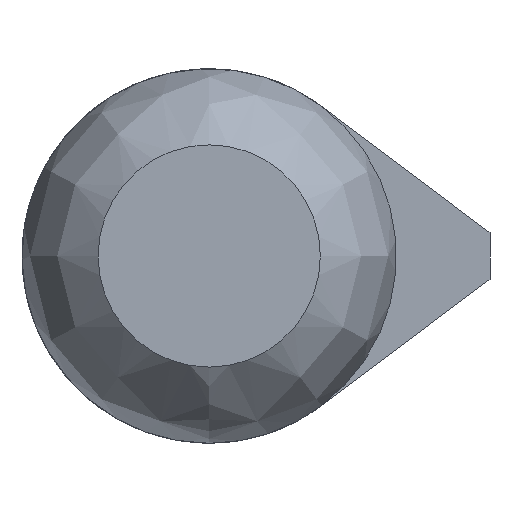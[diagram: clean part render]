
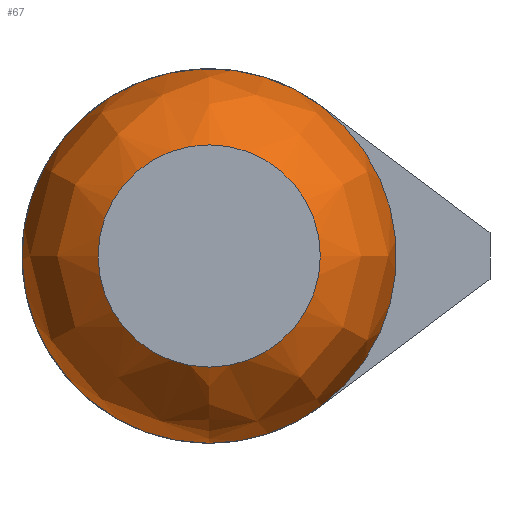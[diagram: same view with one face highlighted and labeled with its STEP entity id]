
A CAD part, front view. The second image highlights one B-rep face of the part: STEP entity #67.
In plain terms, the highlighted free-form (B-spline) face has degree [3, 3] with [4, 7] control points.
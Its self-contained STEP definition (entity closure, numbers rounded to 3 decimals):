
#67 = ADVANCED_FACE( '', ( #142, #143 ), #144, .T. );
#142 = FACE_OUTER_BOUND( '', #256, .T. );
#143 = FACE_OUTER_BOUND( '', #257, .T. );
#144 = ( BOUNDED_SURFACE(  )B_SPLINE_SURFACE( 3, 3, ( ( #260, #261, #262, #263, #264, #265, #266 ), ( #267, #268, #269, #270, #271, #272, #273 ), ( #274, #275, #276, #277, #278, #279, #280 ), ( #281, #282, #283, #284, #285, #286, #287 ) ), .UNSPECIFIED., .F., .T., .F. )B_SPLINE_SURFACE_WITH_KNOTS( ( 4, 4 ), ( 4, 3, 4 ), ( 0., 6.283 ), ( -0.028, 0.534, 1.095 ), .UNSPECIFIED. )GEOMETRIC_REPRESENTATION_ITEM(  )RATIONAL_B_SPLINE_SURFACE( ( ( 1., 0.333, 0.333, 1., 0.333, 0.333, 1. ), ( 0.898, 0.299, 0.299, 0.898, 0.299, 0.299, 0.898 ), ( 0.898, 0.299, 0.299, 0.898, 0.299, 0.299, 0.898 ), ( 1., 0.333, 0.333, 1., 0.333, 0.333, 1. ) ) )REPRESENTATION_ITEM( '' )SURFACE(  ) );
#256 = EDGE_LOOP( '', ( #404, #405 ) );
#257 = EDGE_LOOP( '', ( #406 ) );
#260 = CARTESIAN_POINT( '', ( 0., -49., -4.75 ) );
#261 = CARTESIAN_POINT( '', ( 9.5, -49., -4.75 ) );
#262 = CARTESIAN_POINT( '', ( 9.5, -49., 4.75 ) );
#263 = CARTESIAN_POINT( '', ( 0., -49., 4.75 ) );
#264 = CARTESIAN_POINT( '', ( -9.5, -49., 4.75 ) );
#265 = CARTESIAN_POINT( '', ( -9.5, -49., -4.75 ) );
#266 = CARTESIAN_POINT( '', ( 0., -49., -4.75 ) );
#267 = CARTESIAN_POINT( '', ( 0., -47.914, -6.859 ) );
#268 = CARTESIAN_POINT( '', ( 13.718, -47.914, -6.859 ) );
#269 = CARTESIAN_POINT( '', ( 13.718, -47.914, 6.859 ) );
#270 = CARTESIAN_POINT( '', ( 0., -47.914, 6.859 ) );
#271 = CARTESIAN_POINT( '', ( -13.718, -47.914, 6.859 ) );
#272 = CARTESIAN_POINT( '', ( -13.718, -47.914, -6.859 ) );
#273 = CARTESIAN_POINT( '', ( 0., -47.914, -6.859 ) );
#274 = CARTESIAN_POINT( '', ( 0., -45.871, -8.066 ) );
#275 = CARTESIAN_POINT( '', ( 16.131, -45.871, -8.066 ) );
#276 = CARTESIAN_POINT( '', ( 16.131, -45.871, 8.066 ) );
#277 = CARTESIAN_POINT( '', ( 0., -45.871, 8.066 ) );
#278 = CARTESIAN_POINT( '', ( -16.131, -45.871, 8.066 ) );
#279 = CARTESIAN_POINT( '', ( -16.131, -45.871, -8.066 ) );
#280 = CARTESIAN_POINT( '', ( 0., -45.871, -8.066 ) );
#281 = CARTESIAN_POINT( '', ( 0., -43.5, -8. ) );
#282 = CARTESIAN_POINT( '', ( 16., -43.5, -8. ) );
#283 = CARTESIAN_POINT( '', ( 16., -43.5, 8. ) );
#284 = CARTESIAN_POINT( '', ( 0., -43.5, 8. ) );
#285 = CARTESIAN_POINT( '', ( -16., -43.5, 8. ) );
#286 = CARTESIAN_POINT( '', ( -16., -43.5, -8. ) );
#287 = CARTESIAN_POINT( '', ( 0., -43.5, -8. ) );
#404 = ORIENTED_EDGE( '', *, *, #475, .F. );
#405 = ORIENTED_EDGE( '', *, *, #494, .F. );
#406 = ORIENTED_EDGE( '', *, *, #509, .F. );
#475 = EDGE_CURVE( '', #531, #534, #535, .T. );
#494 = EDGE_CURVE( '', #534, #531, #562, .T. );
#509 = EDGE_CURVE( '', #583, #583, #584, .T. );
#531 = VERTEX_POINT( '', #609 );
#534 = VERTEX_POINT( '', #613 );
#535 = CIRCLE( '', #614, 8. );
#562 = CIRCLE( '', #651, 8. );
#583 = VERTEX_POINT( '', #678 );
#584 = CIRCLE( '', #679, 4.75 );
#609 = CARTESIAN_POINT( '', ( 4.8, -43.5, 6.4 ) );
#613 = CARTESIAN_POINT( '', ( 4.8, -43.5, -6.4 ) );
#614 = AXIS2_PLACEMENT_3D( '', #708, #709, #710 );
#651 = AXIS2_PLACEMENT_3D( '', #727, #728, #729 );
#678 = CARTESIAN_POINT( '', ( 0., -49., -4.75 ) );
#679 = AXIS2_PLACEMENT_3D( '', #745, #746, #747 );
#708 = CARTESIAN_POINT( '', ( 0., -43.5, 0. ) );
#709 = DIRECTION( '', ( 0., 1., 0. ) );
#710 = DIRECTION( '', ( 0., 0., 1. ) );
#727 = CARTESIAN_POINT( '', ( 0., -43.5, 0. ) );
#728 = DIRECTION( '', ( 0., 1., 0. ) );
#729 = DIRECTION( '', ( 1., 0., 0. ) );
#745 = CARTESIAN_POINT( '', ( 0., -49., 0. ) );
#746 = DIRECTION( '', ( 0., -1., 0. ) );
#747 = DIRECTION( '', ( 0., 0., -1. ) );
